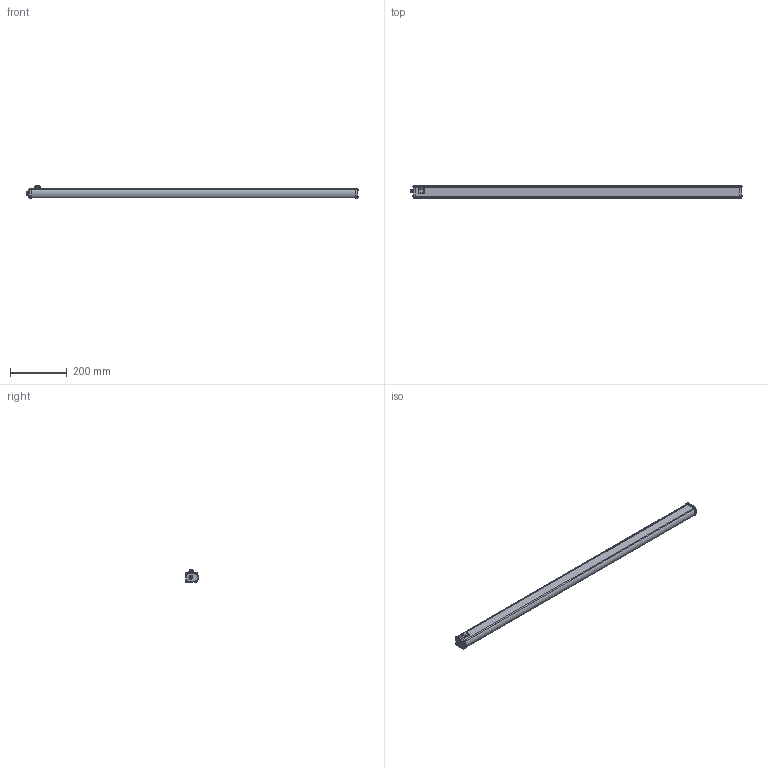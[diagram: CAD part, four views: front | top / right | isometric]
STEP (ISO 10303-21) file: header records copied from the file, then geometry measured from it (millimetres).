
FILE_DESCRIPTION((''),'2;1');
FILE_NAME('246052_SM01_ASM','2025-03-03T11:43:11',('banengservice'),('BANNER ENGINEERING'),'CREO PARAMETRIC BY PTC INC, 2022414','CREO PARAMETRIC BY PTC INC, 2022414','');
FILE_SCHEMA(('CONFIG_CONTROL_DESIGN'));
Length unit declared in the file: millimetre
Products named in the file (2): 246052_EP01; 246052_SM01_ASM
Assembly tree (1 placements, depth 2):
  246052_SM01_ASM
    246052_EP01
Bounding box: 1168.7 x 46.2 x 44 mm (x, y, z)
Volume: 1528573.2 mm3; surface area: 174885.1 mm2
Topology: 1 solids, 1 shells, 752 faces, 1934 edges, 1219 vertices
Faces by surface type: plane 288, cylinder 194, cone 131, torus 94, bspline 41, sphere 4
Entity records: 32969 total; most frequent: CARTESIAN_POINT 15095, ORIENTED_EDGE 3868, DIRECTION 3582, EDGE_CURVE 1934, AXIS2_PLACEMENT_3D 1366, VERTEX_POINT 1219, VECTOR 850, LINE 850
